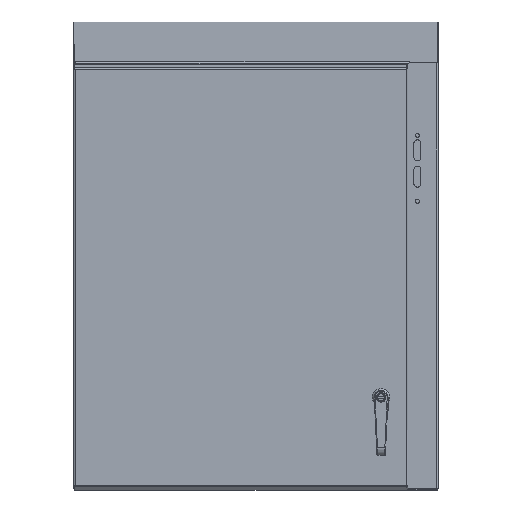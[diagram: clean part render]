
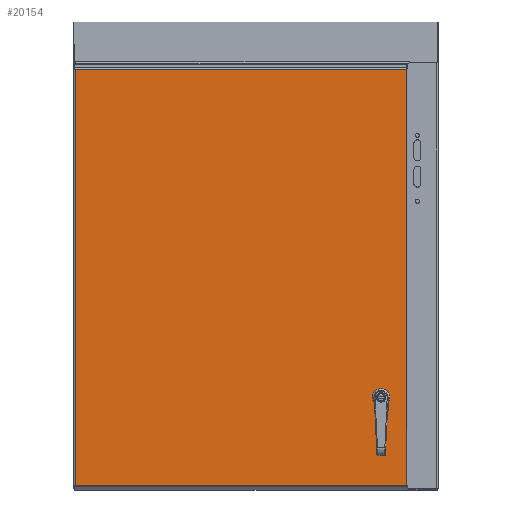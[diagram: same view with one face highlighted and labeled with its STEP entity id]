
A CAD part, top view. The second image highlights one B-rep face of the part: STEP entity #20154.
In plain terms, the highlighted planar face has unit normal (0, 0, 1).
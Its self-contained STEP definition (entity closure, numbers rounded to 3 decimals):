
#1449=FACE_BOUND('',#3272,.T.);
#1955=FACE_OUTER_BOUND('',#3271,.T.);
#3271=EDGE_LOOP('',(#14410,#14411,#14412,#14413));
#3272=EDGE_LOOP('',(#14414,#14415,#14416,#14417,#14418,#14419,#14420,#14421));
#4868=LINE('',#31269,#6384);
#4872=LINE('',#31281,#6388);
#4876=LINE('',#31293,#6392);
#4880=LINE('',#31303,#6396);
#4886=LINE('',#31338,#6402);
#4916=LINE('',#31626,#6432);
#4932=LINE('',#31921,#6448);
#4934=LINE('',#31925,#6450);
#6384=VECTOR('',#24265,0.427);
#6388=VECTOR('',#24277,0.427);
#6392=VECTOR('',#24289,0.427);
#6396=VECTOR('',#24301,0.427);
#6402=VECTOR('',#24311,29.646);
#6432=VECTOR('',#24363,29.646);
#6448=VECTOR('',#24397,23.602);
#6450=VECTOR('',#24403,23.602);
#7621=CIRCLE('',#21454,0.453);
#7623=CIRCLE('',#21458,0.453);
#7625=CIRCLE('',#21462,0.453);
#7627=CIRCLE('',#21466,0.453);
#8794=VERTEX_POINT('',#31260);
#8795=VERTEX_POINT('',#31262);
#8797=VERTEX_POINT('',#31268);
#8799=VERTEX_POINT('',#31274);
#8801=VERTEX_POINT('',#31280);
#8803=VERTEX_POINT('',#31286);
#8805=VERTEX_POINT('',#31292);
#8807=VERTEX_POINT('',#31298);
#8813=VERTEX_POINT('',#31315);
#8816=VERTEX_POINT('',#31330);
#8840=VERTEX_POINT('',#31584);
#8842=VERTEX_POINT('',#31625);
#10848=EDGE_CURVE('',#8795,#8794,#7621,.T.);
#10851=EDGE_CURVE('',#8797,#8795,#4868,.T.);
#10854=EDGE_CURVE('',#8799,#8797,#7623,.T.);
#10857=EDGE_CURVE('',#8801,#8799,#4872,.T.);
#10860=EDGE_CURVE('',#8803,#8801,#7625,.T.);
#10863=EDGE_CURVE('',#8805,#8803,#4876,.T.);
#10866=EDGE_CURVE('',#8807,#8805,#7627,.T.);
#10869=EDGE_CURVE('',#8794,#8807,#4880,.T.);
#10878=EDGE_CURVE('',#8813,#8816,#4886,.T.);
#10922=EDGE_CURVE('',#8842,#8840,#4916,.T.);
#10952=EDGE_CURVE('',#8816,#8842,#4932,.T.);
#10954=EDGE_CURVE('',#8840,#8813,#4934,.T.);
#14410=ORIENTED_EDGE('',*,*,#10954,.T.);
#14411=ORIENTED_EDGE('',*,*,#10878,.T.);
#14412=ORIENTED_EDGE('',*,*,#10952,.T.);
#14413=ORIENTED_EDGE('',*,*,#10922,.T.);
#14414=ORIENTED_EDGE('',*,*,#10848,.T.);
#14415=ORIENTED_EDGE('',*,*,#10869,.T.);
#14416=ORIENTED_EDGE('',*,*,#10866,.T.);
#14417=ORIENTED_EDGE('',*,*,#10863,.T.);
#14418=ORIENTED_EDGE('',*,*,#10860,.T.);
#14419=ORIENTED_EDGE('',*,*,#10857,.T.);
#14420=ORIENTED_EDGE('',*,*,#10854,.T.);
#14421=ORIENTED_EDGE('',*,*,#10851,.T.);
#19109=PLANE('',#21493);
#20154=ADVANCED_FACE('',(#1955,#1449),#19109,.T.);
#21454=AXIS2_PLACEMENT_3D('',#31263,#24259,#24260);
#21458=AXIS2_PLACEMENT_3D('',#31275,#24271,#24272);
#21462=AXIS2_PLACEMENT_3D('',#31287,#24283,#24284);
#21466=AXIS2_PLACEMENT_3D('',#31299,#24295,#24296);
#21493=AXIS2_PLACEMENT_3D('',#31927,#24406,#24407);
#24259=DIRECTION('center_axis',(0.,0.,-1.));
#24260=DIRECTION('ref_axis',(0.882,0.471,0.));
#24265=DIRECTION('',(1.,0.,0.));
#24271=DIRECTION('center_axis',(0.,0.,-1.));
#24272=DIRECTION('ref_axis',(-0.471,0.882,0.));
#24277=DIRECTION('',(0.,1.,0.));
#24283=DIRECTION('center_axis',(0.,0.,-1.));
#24284=DIRECTION('ref_axis',(-0.882,-0.471,0.));
#24289=DIRECTION('',(-1.,0.,0.));
#24295=DIRECTION('center_axis',(0.,0.,-1.));
#24296=DIRECTION('ref_axis',(0.471,-0.882,0.));
#24301=DIRECTION('',(0.,-1.,0.));
#24311=DIRECTION('',(0.,1.,0.));
#24363=DIRECTION('',(0.,-1.,0.));
#24397=DIRECTION('',(-1.,0.,0.));
#24403=DIRECTION('',(1.,0.,0.));
#24406=DIRECTION('center_axis',(0.,0.,1.));
#24407=DIRECTION('ref_axis',(1.,0.,0.));
#31260=CARTESIAN_POINT('',(21.873,-22.76,0.074));
#31262=CARTESIAN_POINT('',(21.687,-22.574,0.074));
#31263=CARTESIAN_POINT('Origin',(21.474,-22.974,0.074));
#31268=CARTESIAN_POINT('',(21.26,-22.574,0.074));
#31269=CARTESIAN_POINT('',(16.578,-22.574,0.074));
#31274=CARTESIAN_POINT('',(21.074,-22.76,0.074));
#31275=CARTESIAN_POINT('Origin',(21.474,-22.974,0.074));
#31280=CARTESIAN_POINT('',(21.074,-23.187,0.074));
#31281=CARTESIAN_POINT('',(21.074,-18.578,0.074));
#31286=CARTESIAN_POINT('',(21.26,-23.373,0.074));
#31287=CARTESIAN_POINT('Origin',(21.474,-22.974,0.074));
#31292=CARTESIAN_POINT('',(21.687,-23.373,0.074));
#31293=CARTESIAN_POINT('',(16.364,-23.373,0.074));
#31298=CARTESIAN_POINT('',(21.873,-23.187,0.074));
#31299=CARTESIAN_POINT('Origin',(21.474,-22.974,0.074));
#31303=CARTESIAN_POINT('',(21.873,-18.792,0.074));
#31315=CARTESIAN_POINT('',(23.269,-29.22,0.074));
#31330=CARTESIAN_POINT('',(23.269,0.426,0.074));
#31338=CARTESIAN_POINT('',(23.269,-21.845,0.074));
#31584=CARTESIAN_POINT('',(-0.333,-29.22,0.074));
#31625=CARTESIAN_POINT('',(-0.333,0.426,0.074));
#31626=CARTESIAN_POINT('',(-0.333,-6.948,0.074));
#31921=CARTESIAN_POINT('',(17.368,0.426,0.074));
#31925=CARTESIAN_POINT('',(5.567,-29.22,0.074));
#31927=CARTESIAN_POINT('Origin',(11.468,-14.397,0.074));
